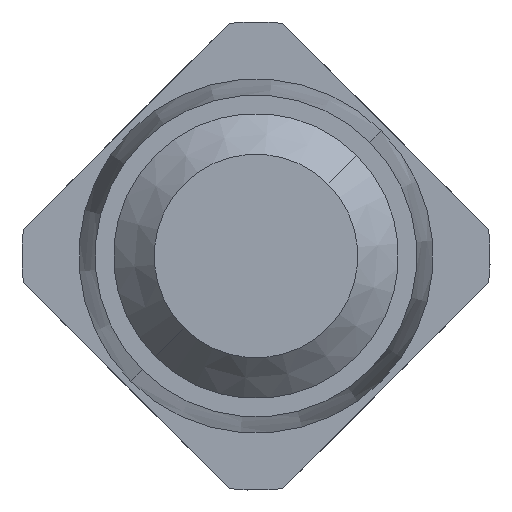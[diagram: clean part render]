
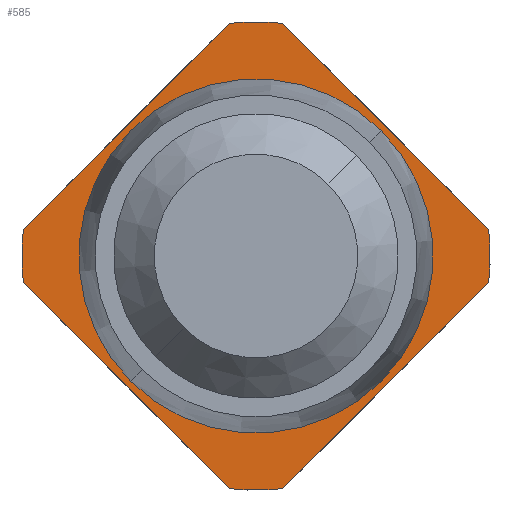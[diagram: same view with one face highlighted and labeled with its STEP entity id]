
A CAD part, front view. The second image highlights one B-rep face of the part: STEP entity #585.
In plain terms, the highlighted planar face has unit normal (0, -1, 0).
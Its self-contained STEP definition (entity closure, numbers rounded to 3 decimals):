
#89 = DIRECTION ( 'NONE',  ( 0., -1., 0. ) ) ;
#114 = DIRECTION ( 'NONE',  ( -0.707, 0., -0.707 ) ) ;
#125 = VERTEX_POINT ( 'NONE', #876 ) ;
#170 = DIRECTION ( 'NONE',  ( 0., -1., 0. ) ) ;
#186 = DIRECTION ( 'NONE',  ( 0., -1., 0. ) ) ;
#247 = ORIENTED_EDGE ( 'NONE', *, *, #2217, .T. ) ;
#253 = EDGE_LOOP ( 'NONE', ( #3292, #1693 ) ) ;
#289 = EDGE_CURVE ( 'NONE', #2206, #1063, #433, .T. ) ;
#292 = EDGE_CURVE ( 'NONE', #3474, #3700, #3378, .T. ) ;
#420 = CIRCLE ( 'NONE', #3612, 0.435 ) ;
#433 = LINE ( 'NONE', #1054, #2868 ) ;
#576 = EDGE_CURVE ( 'NONE', #1063, #2409, #3771, .T. ) ;
#585 = ADVANCED_FACE ( 'Defeature ausgef�hrt1_2', ( #1577, #1013 ), #3445, .T. ) ;
#678 = DIRECTION ( 'NONE',  ( 0., -1., 0. ) ) ;
#702 = CARTESIAN_POINT ( 'NONE',  ( -0.065, 37.5, -0.571 ) ) ;
#775 = LINE ( 'NONE', #1370, #2255 ) ;
#876 = CARTESIAN_POINT ( 'NONE',  ( -0.308, 37.5, -0.308 ) ) ;
#1013 = FACE_OUTER_BOUND ( 'NONE', #3268, .T. ) ;
#1017 = CARTESIAN_POINT ( 'NONE',  ( 0., 37.5, 0. ) ) ;
#1021 = DIRECTION ( 'NONE',  ( 0., -1., 0. ) ) ;
#1051 = CARTESIAN_POINT ( 'NONE',  ( -0.571, 37.5, -0.065 ) ) ;
#1054 = CARTESIAN_POINT ( 'NONE',  ( -0.318, 37.5, 0.318 ) ) ;
#1063 = VERTEX_POINT ( 'NONE', #1739 ) ;
#1223 = CARTESIAN_POINT ( 'NONE',  ( 0., 37.5, 0. ) ) ;
#1254 = ORIENTED_EDGE ( 'NONE', *, *, #2617, .T. ) ;
#1260 = AXIS2_PLACEMENT_3D ( 'NONE', #3722, #170, #1350 ) ;
#1292 = DIRECTION ( 'NONE',  ( -0.707, 0., 0.707 ) ) ;
#1319 = DIRECTION ( 'NONE',  ( 0.707, 0., 0.707 ) ) ;
#1323 = CIRCLE ( 'NONE', #3250, 0.575 ) ;
#1325 = DIRECTION ( 'NONE',  ( 0., -1., 0. ) ) ;
#1337 = DIRECTION ( 'NONE',  ( 0.707, 0., 0.707 ) ) ;
#1350 = DIRECTION ( 'NONE',  ( 0.707, 0., 0.707 ) ) ;
#1365 = CARTESIAN_POINT ( 'NONE',  ( 0., 37.5, 0. ) ) ;
#1370 = CARTESIAN_POINT ( 'NONE',  ( -0.088, 37.5, 0.725 ) ) ;
#1395 = AXIS2_PLACEMENT_3D ( 'NONE', #3396, #1021, #1319 ) ;
#1541 = EDGE_CURVE ( 'NONE', #2191, #1574, #2095, .T. ) ;
#1574 = VERTEX_POINT ( 'NONE', #1974 ) ;
#1577 = FACE_BOUND ( 'NONE', #253, .T. ) ;
#1667 = DIRECTION ( 'NONE',  ( 0.707, 0., 0.707 ) ) ;
#1683 = AXIS2_PLACEMENT_3D ( 'NONE', #1017, #678, #1337 ) ;
#1693 = ORIENTED_EDGE ( 'NONE', *, *, #2839, .F. ) ;
#1739 = CARTESIAN_POINT ( 'NONE',  ( -0.571, 37.5, 0.065 ) ) ;
#1871 = CARTESIAN_POINT ( 'NONE',  ( 0.065, 37.5, -0.571 ) ) ;
#1876 = VECTOR ( 'NONE', #3384, 1000. ) ;
#1886 = CARTESIAN_POINT ( 'NONE',  ( 0.318, 37.5, -0.318 ) ) ;
#1974 = CARTESIAN_POINT ( 'NONE',  ( 0.571, 37.5, 0.065 ) ) ;
#1980 = EDGE_CURVE ( 'NONE', #125, #3400, #2330, .T. ) ;
#2079 = ORIENTED_EDGE ( 'NONE', *, *, #2664, .T. ) ;
#2095 = CIRCLE ( 'NONE', #3418, 0.575 ) ;
#2175 = CARTESIAN_POINT ( 'NONE',  ( 0.308, 37.5, 0.308 ) ) ;
#2191 = VERTEX_POINT ( 'NONE', #3557 ) ;
#2201 = ORIENTED_EDGE ( 'NONE', *, *, #289, .T. ) ;
#2206 = VERTEX_POINT ( 'NONE', #2629 ) ;
#2208 = CARTESIAN_POINT ( 'NONE',  ( -0.407, 37.5, 0.407 ) ) ;
#2217 = EDGE_CURVE ( 'NONE', #2409, #3474, #2686, .T. ) ;
#2255 = VECTOR ( 'NONE', #1292, 1000. ) ;
#2330 = CIRCLE ( 'NONE', #1395, 0.435 ) ;
#2409 = VERTEX_POINT ( 'NONE', #1051 ) ;
#2458 = LINE ( 'NONE', #1886, #1876 ) ;
#2492 = ORIENTED_EDGE ( 'NONE', *, *, #576, .T. ) ;
#2577 = DIRECTION ( 'NONE',  ( 0.707, 0., 0.707 ) ) ;
#2617 = EDGE_CURVE ( 'NONE', #2648, #2206, #1323, .T. ) ;
#2629 = CARTESIAN_POINT ( 'NONE',  ( -0.065, 37.5, 0.571 ) ) ;
#2648 = VERTEX_POINT ( 'NONE', #3441 ) ;
#2649 = DIRECTION ( 'NONE',  ( 0.707, 0., -0.707 ) ) ;
#2664 = EDGE_CURVE ( 'NONE', #3700, #2191, #2458, .T. ) ;
#2686 = LINE ( 'NONE', #3198, #3265 ) ;
#2806 = CARTESIAN_POINT ( 'NONE',  ( 0., 37.5, 0. ) ) ;
#2839 = EDGE_CURVE ( 'NONE', #3400, #125, #420, .T. ) ;
#2868 = VECTOR ( 'NONE', #114, 1000. ) ;
#2960 = DIRECTION ( 'NONE',  ( 0.707, 0., 0.707 ) ) ;
#3198 = CARTESIAN_POINT ( 'NONE',  ( -0.725, 37.5, 0.088 ) ) ;
#3250 = AXIS2_PLACEMENT_3D ( 'NONE', #1223, #3559, #2960 ) ;
#3259 = AXIS2_PLACEMENT_3D ( 'NONE', #2208, #89, #3407 ) ;
#3265 = VECTOR ( 'NONE', #2649, 1000. ) ;
#3268 = EDGE_LOOP ( 'NONE', ( #1254, #2201, #2492, #247, #3675, #2079, #3347, #3342 ) ) ;
#3292 = ORIENTED_EDGE ( 'NONE', *, *, #1980, .F. ) ;
#3342 = ORIENTED_EDGE ( 'NONE', *, *, #3859, .T. ) ;
#3347 = ORIENTED_EDGE ( 'NONE', *, *, #1541, .T. ) ;
#3378 = CIRCLE ( 'NONE', #1683, 0.575 ) ;
#3384 = DIRECTION ( 'NONE',  ( 0.707, 0., 0.707 ) ) ;
#3396 = CARTESIAN_POINT ( 'NONE',  ( 0., 37.5, 0. ) ) ;
#3400 = VERTEX_POINT ( 'NONE', #2175 ) ;
#3407 = DIRECTION ( 'NONE',  ( 0.707, 0., 0.707 ) ) ;
#3418 = AXIS2_PLACEMENT_3D ( 'NONE', #2806, #1325, #1667 ) ;
#3441 = CARTESIAN_POINT ( 'NONE',  ( 0.065, 37.5, 0.571 ) ) ;
#3445 = PLANE ( 'NONE',  #3259 ) ;
#3474 = VERTEX_POINT ( 'NONE', #702 ) ;
#3557 = CARTESIAN_POINT ( 'NONE',  ( 0.571, 37.5, -0.065 ) ) ;
#3559 = DIRECTION ( 'NONE',  ( 0., -1., 0. ) ) ;
#3612 = AXIS2_PLACEMENT_3D ( 'NONE', #1365, #186, #2577 ) ;
#3675 = ORIENTED_EDGE ( 'NONE', *, *, #292, .T. ) ;
#3700 = VERTEX_POINT ( 'NONE', #1871 ) ;
#3722 = CARTESIAN_POINT ( 'NONE',  ( 0., 37.5, 0. ) ) ;
#3771 = CIRCLE ( 'NONE', #1260, 0.575 ) ;
#3859 = EDGE_CURVE ( 'NONE', #1574, #2648, #775, .T. ) ;
